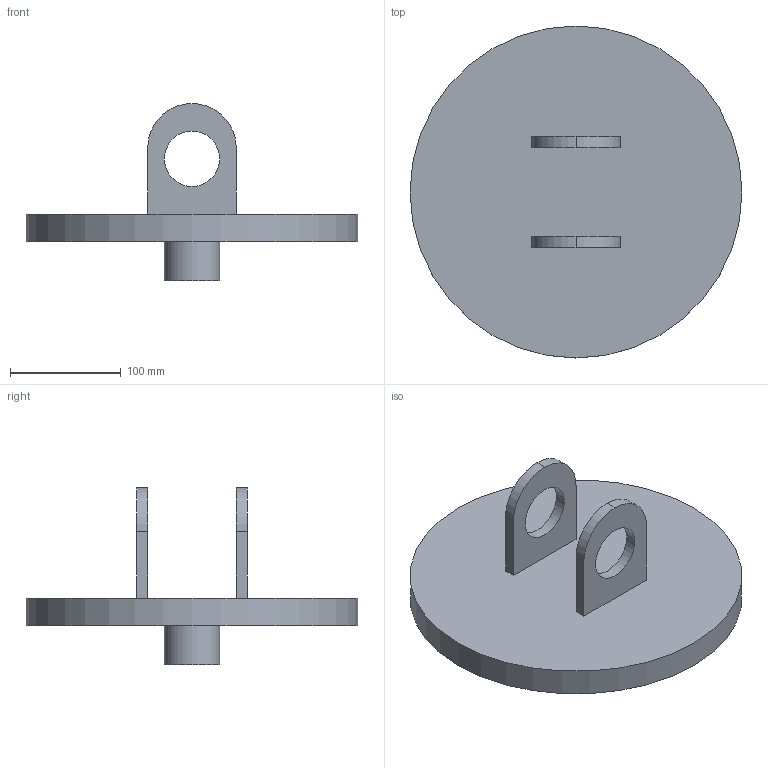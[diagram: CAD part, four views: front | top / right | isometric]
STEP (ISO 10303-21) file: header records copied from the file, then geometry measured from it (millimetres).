
FILE_DESCRIPTION (( 'STEP AP214' ), '1' );
FILE_NAME ('CONECTADO_A_BASE_PROYECTO___BASE_DEL_BRAZO.STEP', '2025-11-24T04:17:04', ( '' ), ( '' ), 'SwSTEP 2.0', 'SolidWorks 2025', '' );
FILE_SCHEMA (( 'AUTOMOTIVE_DESIGN' ));
Length unit declared in the file: millimetre
Products named in the file (1): CONECTADO_A_BASE_PROYECTO___BASE_DEL_BRAZO
Bounding box: 300 x 300 x 160 mm (x, y, z)
Volume: 1942863.8 mm3; surface area: 198285.4 mm2
Topology: 1 solids, 1 shells, 19 faces, 44 edges, 30 vertices
Faces by surface type: plane 11, cylinder 8
Full cylindrical faces by diameter (mm): 50 x3, 300 x1
Entity records: 543 total; most frequent: DIRECTION 94, CARTESIAN_POINT 86, ORIENTED_EDGE 76, EDGE_CURVE 38, AXIS2_PLACEMENT_3D 36, EDGE_LOOP 30, VERTEX_POINT 28, FACE_OUTER_BOUND 23
